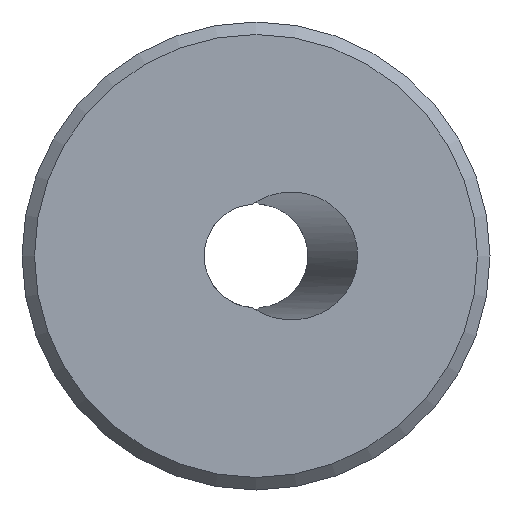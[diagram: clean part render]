
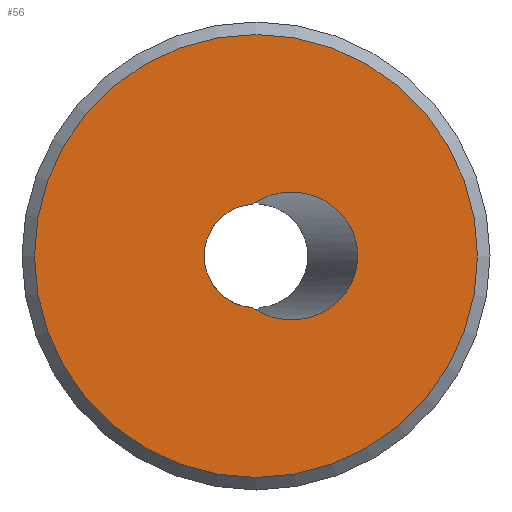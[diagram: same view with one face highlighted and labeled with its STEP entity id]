
A CAD part, left-side view. The second image highlights one B-rep face of the part: STEP entity #56.
In plain terms, the highlighted planar face has unit normal (-1, 0, 0).
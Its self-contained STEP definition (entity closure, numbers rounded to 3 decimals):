
#56 = ADVANCED_FACE( '', ( #116, #117 ), #118, .T. );
#116 = FACE_BOUND( '', #169, .T. );
#117 = FACE_OUTER_BOUND( '', #170, .T. );
#118 = PLANE( '', #171 );
#169 = EDGE_LOOP( '', ( #240, #241 ) );
#170 = EDGE_LOOP( '', ( #242 ) );
#171 = AXIS2_PLACEMENT_3D( '', #243, #244, #245 );
#240 = ORIENTED_EDGE( '', *, *, #272, .T. );
#241 = ORIENTED_EDGE( '', *, *, #276, .T. );
#242 = ORIENTED_EDGE( '', *, *, #274, .F. );
#243 = CARTESIAN_POINT( '', ( 0., 14.2, 0. ) );
#244 = DIRECTION( '', ( -1., 0., 0. ) );
#245 = DIRECTION( '', ( 0., 0., 1. ) );
#272 = EDGE_CURVE( '', #307, #306, #309, .F. );
#274 = EDGE_CURVE( '', #311, #311, #312, .T. );
#276 = EDGE_CURVE( '', #306, #307, #314, .T. );
#306 = VERTEX_POINT( '', #389 );
#307 = VERTEX_POINT( '', #390 );
#309 = ELLIPSE( '', #437, 4.245, 4.1 );
#311 = VERTEX_POINT( '', #439 );
#312 = CIRCLE( '', #440, 14.2 );
#314 = CIRCLE( '', #442, 3.324 );
#389 = CARTESIAN_POINT( '', ( 0., 0.218, -3.316 ) );
#390 = CARTESIAN_POINT( '', ( 0., 0.218, 3.316 ) );
#437 = AXIS2_PLACEMENT_3D( '', #471, #472, #473 );
#439 = CARTESIAN_POINT( '', ( 0., 0., -14.2 ) );
#440 = AXIS2_PLACEMENT_3D( '', #474, #475, #476 );
#442 = AXIS2_PLACEMENT_3D( '', #477, #478, #479 );
#471 = CARTESIAN_POINT( '', ( 0., -2.278, 0. ) );
#472 = DIRECTION( '', ( -1., 0., 0. ) );
#473 = DIRECTION( '', ( 0., 1., 0. ) );
#474 = CARTESIAN_POINT( '', ( 0., 0., 0. ) );
#475 = DIRECTION( '', ( 1., 0., 0. ) );
#476 = DIRECTION( '', ( 0., 0., -1. ) );
#477 = CARTESIAN_POINT( '', ( 0., 0., 0. ) );
#478 = DIRECTION( '', ( 1., 0., 0. ) );
#479 = DIRECTION( '', ( 0., 0., -1. ) );
